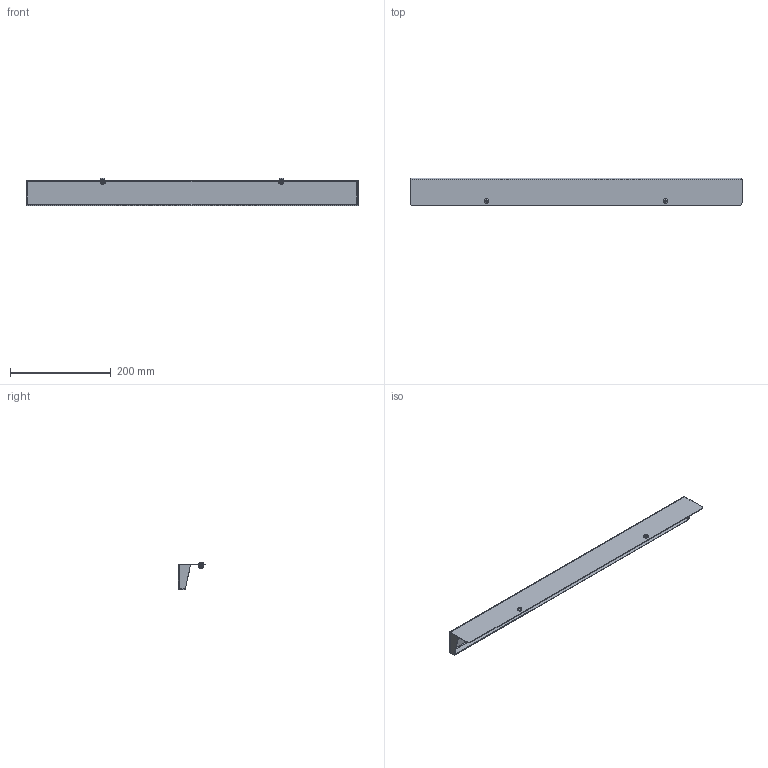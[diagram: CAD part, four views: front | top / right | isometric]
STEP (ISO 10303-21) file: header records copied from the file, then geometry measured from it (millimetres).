
FILE_DESCRIPTION (( 'STEP AP214' ), '1' );
FILE_NAME ('SCE-STWSPL.STEP', '2022-08-31T10:32:33', ( '' ), ( '' ), 'SwSTEP 2.0', 'SolidWorks 2021', '' );
FILE_SCHEMA (( 'AUTOMOTIVE_DESIGN' ));
Length unit declared in the file: inch
Products named in the file (1): SCE-STWSPL
Bounding box: 660.4 x 55.56 x 54.48 mm (x, y, z)
Volume: 119875.9 mm3; surface area: 159780.5 mm2
Topology: 5 solids, 5 shells, 252 faces, 702 edges, 464 vertices
Faces by surface type: plane 158, bspline 50, cylinder 28, cone 8, torus 8
Full cylindrical faces by diameter (mm): 4.166 x2, 4.699 x2, 9.093 x2
Entity records: 9538 total; most frequent: CARTESIAN_POINT 3671, ORIENTED_EDGE 1364, DIRECTION 946, EDGE_CURVE 682, VERTEX_POINT 458, AXIS2_PLACEMENT_3D 317, VECTOR 312, LINE 312
